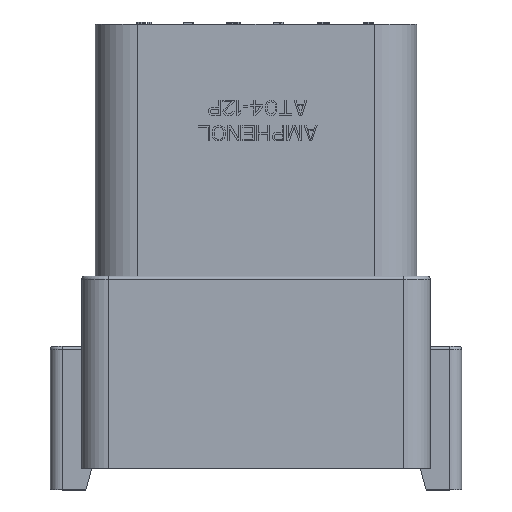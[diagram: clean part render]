
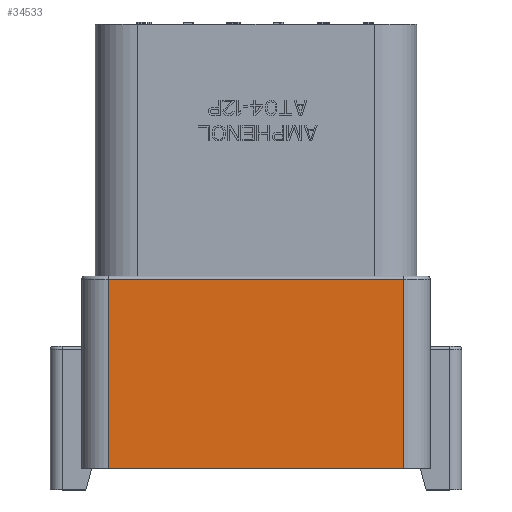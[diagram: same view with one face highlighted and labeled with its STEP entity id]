
A CAD part, top view. The second image highlights one B-rep face of the part: STEP entity #34533.
In plain terms, the highlighted planar face has unit normal (0, 0, 1).
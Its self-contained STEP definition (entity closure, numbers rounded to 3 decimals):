
#11884=DIRECTION('',(1.,0.,0.));
#11885=VECTOR('',#11884,29.05);
#11886=CARTESIAN_POINT('',(-14.525,6.8,11.1));
#11887=LINE('',#11886,#11885);
#11919=DIRECTION('',(0.,-1.,0.));
#11920=VECTOR('',#11919,18.6);
#11921=CARTESIAN_POINT('',(-14.525,25.4,11.1));
#11922=LINE('',#11921,#11920);
#11946=DIRECTION('',(-1.,0.,0.));
#11947=VECTOR('',#11946,29.05);
#11948=CARTESIAN_POINT('',(14.525,25.4,11.1));
#11949=LINE('',#11948,#11947);
#11969=DIRECTION('',(0.,1.,0.));
#11970=VECTOR('',#11969,18.6);
#11971=CARTESIAN_POINT('',(14.525,6.8,11.1));
#11972=LINE('',#11971,#11970);
#17788=CARTESIAN_POINT('',(-14.525,6.8,11.1));
#17789=VERTEX_POINT('',#17788);
#17790=CARTESIAN_POINT('',(14.525,6.8,11.1));
#17791=VERTEX_POINT('',#17790);
#17792=CARTESIAN_POINT('',(-14.525,25.4,11.1));
#17793=VERTEX_POINT('',#17792);
#17794=CARTESIAN_POINT('',(14.525,25.4,11.1));
#17795=VERTEX_POINT('',#17794);
#34522=CARTESIAN_POINT('',(-17.125,0.,11.1));
#34523=DIRECTION('',(0.,0.,1.));
#34524=DIRECTION('',(1.,0.,0.));
#34525=AXIS2_PLACEMENT_3D('',#34522,#34523,#34524);
#34526=PLANE('',#34525);
#34527=ORIENTED_EDGE('',*,*,#34490,.F.);
#34528=ORIENTED_EDGE('',*,*,#34517,.F.);
#34529=ORIENTED_EDGE('',*,*,#34429,.F.);
#34530=ORIENTED_EDGE('',*,*,#34461,.F.);
#34531=EDGE_LOOP('',(#34527,#34528,#34529,#34530));
#34532=FACE_OUTER_BOUND('',#34531,.F.);
#34533=ADVANCED_FACE('',(#34532),#34526,.T.);
#34429=EDGE_CURVE('',#17789,#17791,#11887,.T.);
#34461=EDGE_CURVE('',#17793,#17789,#11922,.T.);
#34490=EDGE_CURVE('',#17795,#17793,#11949,.T.);
#34517=EDGE_CURVE('',#17791,#17795,#11972,.T.);
